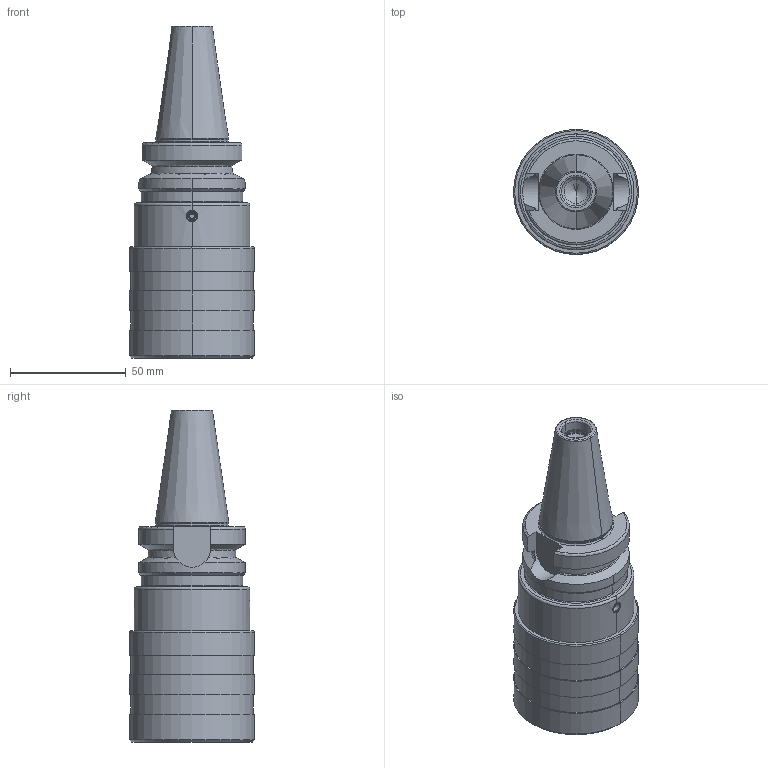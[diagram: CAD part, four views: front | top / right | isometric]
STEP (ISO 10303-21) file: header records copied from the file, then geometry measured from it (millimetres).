
FILE_DESCRIPTION((''),'2;1');
FILE_NAME('305_16_20','2020-11-06T',('103090'),(''),'CREO PARAMETRIC BY PTC INC, 2016260','CREO PARAMETRIC BY PTC INC, 2016260','');
FILE_SCHEMA(('CONFIG_CONTROL_DESIGN'));
Length unit declared in the file: millimetre
Products named in the file (1): 305_16_20
Bounding box: 54 x 54 x 143.4 mm (x, y, z)
Volume: 168173.8 mm3; surface area: 47858.4 mm2
Topology: 1 solids, 1 shells, 168 faces, 393 edges, 238 vertices
Faces by surface type: cylinder 50, plane 48, cone 34, torus 30, sphere 6
Entity records: 5170 total; most frequent: CARTESIAN_POINT 1296, DIRECTION 849, ORIENTED_EDGE 768, EDGE_CURVE 384, AXIS2_PLACEMENT_3D 357, VERTEX_POINT 236, EDGE_LOOP 186, CIRCLE 186
